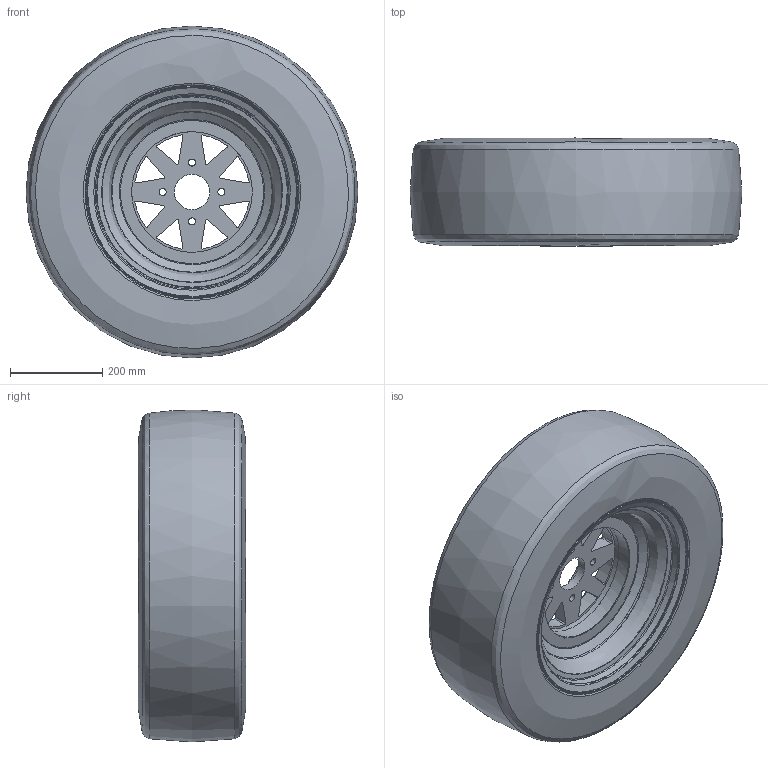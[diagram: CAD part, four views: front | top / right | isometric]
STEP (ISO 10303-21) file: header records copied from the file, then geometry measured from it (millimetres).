
FILE_DESCRIPTION(('FreeCAD Model'),'2;1');
FILE_NAME('Open CASCADE Shape Model','2025-05-04T03:19:54',('FreeCAD'),( 'FreeCAD'),'Open CASCADE STEP processor 7.6','FreeCAD','Unknown');
FILE_SCHEMA(('AUTOMOTIVE_DESIGN { 1 0 10303 214 1 1 1 1 }'));
Length unit declared in the file: millimetre
Products named in the file (1): Open CASCADE STEP translator 7.6 1
Bounding box: 719.35 x 233.56 x 719.27 mm (x, y, z)
Volume: 55028518.3 mm3; surface area: 2177588 mm2
Topology: 10 solids, 10 shells, 513 faces, 1181 edges, 711 vertices
Faces by surface type: bspline 513
Entity records: 15665 total; most frequent: CARTESIAN_POINT 9170, ORIENTED_EDGE 2354, EDGE_CURVE 1177, VERTEX_POINT 709, FACE_BOUND 571, EDGE_LOOP 571, ADVANCED_FACE 513, B_SPLINE_CURVE_WITH_KNOTS 441
